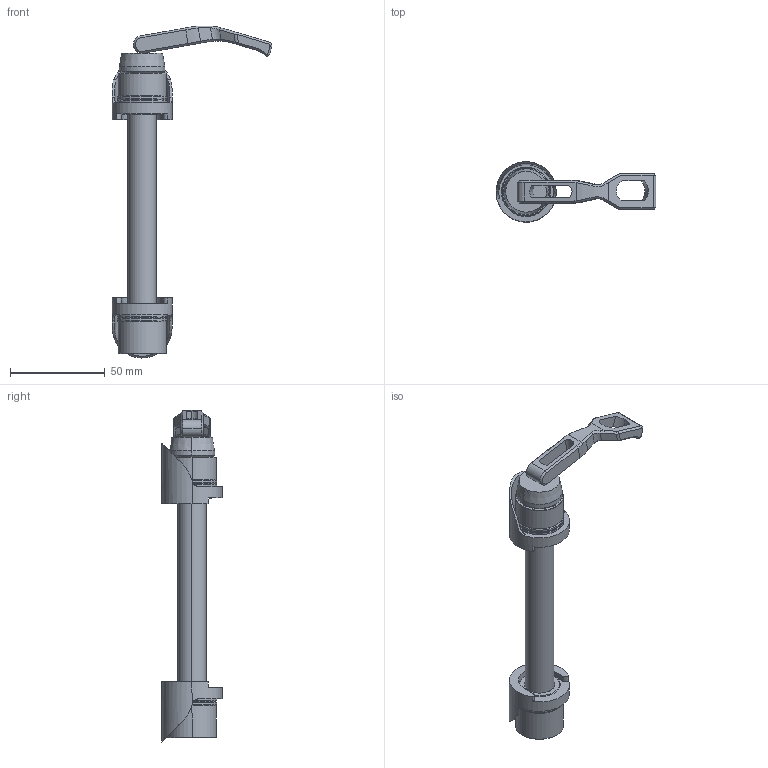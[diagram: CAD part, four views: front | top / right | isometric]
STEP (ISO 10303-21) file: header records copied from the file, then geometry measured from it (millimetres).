
FILE_DESCRIPTION (( 'STEP AP214' ), '1' );
FILE_NAME ('DR4054.STEP', '2015-06-17T22:26:16', ( 'Accounting' ), ( 'Microsoft' ), 'SwSTEP 2.0', 'SolidWorks 2015', '' );
FILE_SCHEMA (( 'AUTOMOTIVE_DESIGN' ));
Length unit declared in the file: millimetre
Products named in the file (5): MAXLE-LITE-FRONT; DR4054; DR4052; DR2051
Assembly tree (5 placements, depth 2):
  DR4054
    DR2051  x2
    DR4052
    DR4054
    MAXLE-LITE-FRONT
Bounding box: 84.39 x 31.75 x 175.16 mm (x, y, z)
Volume: 58473.4 mm3; surface area: 27332.9 mm2
Topology: 6 solids, 6 shells, 238 faces, 530 edges, 317 vertices
Faces by surface type: cylinder 91, plane 71, cone 46, bspline 18, torus 12
Entity records: 6468 total; most frequent: CARTESIAN_POINT 1481, DIRECTION 1027, ORIENTED_EDGE 964, EDGE_CURVE 482, AXIS2_PLACEMENT_3D 411, VERTEX_POINT 287, EDGE_LOOP 243, ADVANCED_FACE 219
